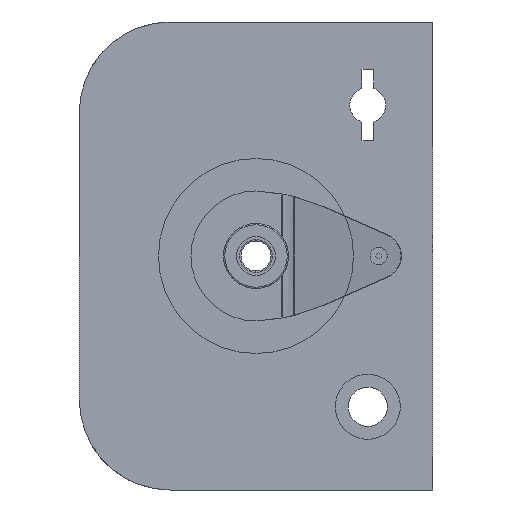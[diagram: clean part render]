
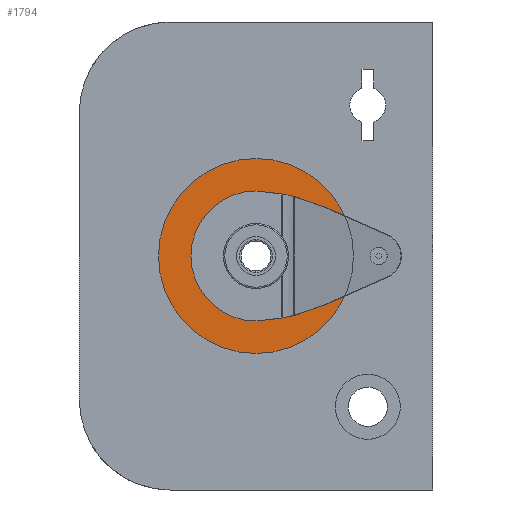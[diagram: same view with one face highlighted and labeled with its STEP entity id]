
A CAD part, left-side view. The second image highlights one B-rep face of the part: STEP entity #1794.
In plain terms, the highlighted planar face has unit normal (-1, 0, 0).
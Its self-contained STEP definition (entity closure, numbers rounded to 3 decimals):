
#220 = ORIENTED_EDGE ( 'NONE', *, *, #4735, .F. ) ;
#299 = DIRECTION ( 'NONE',  ( 1., 0., 0. ) ) ;
#941 = CARTESIAN_POINT ( 'NONE',  ( -34.24, 13.6, -7.5 ) ) ;
#1166 = CIRCLE ( 'NONE', #7900, 7.5 ) ;
#1714 = DIRECTION ( 'NONE',  ( 0., 0., -1. ) ) ;
#1794 = ADVANCED_FACE ( 'NONE', ( #9371, #3644 ), #4410, .T. ) ;
#1820 = DIRECTION ( 'NONE',  ( 1., 0., 0. ) ) ;
#2088 = VERTEX_POINT ( 'NONE', #941 ) ;
#3003 = CARTESIAN_POINT ( 'NONE',  ( -34.24, 13.6, 0. ) ) ;
#3093 = ORIENTED_EDGE ( 'NONE', *, *, #4252, .T. ) ;
#3190 = VERTEX_POINT ( 'NONE', #3253 ) ;
#3228 = CIRCLE ( 'NONE', #9192, 1.5 ) ;
#3253 = CARTESIAN_POINT ( 'NONE',  ( -34.24, 13.6, 7.5 ) ) ;
#3285 = DIRECTION ( 'NONE',  ( 0., 0., 1. ) ) ;
#3341 = DIRECTION ( 'NONE',  ( 1., 0., 0. ) ) ;
#3451 = CIRCLE ( 'NONE', #6041, 7.5 ) ;
#3644 = FACE_BOUND ( 'NONE', #4302, .T. ) ;
#3962 = CARTESIAN_POINT ( 'NONE',  ( -34.24, 13.6, 0. ) ) ;
#3973 = CARTESIAN_POINT ( 'NONE',  ( -34.24, 13.6, 0. ) ) ;
#3976 = DIRECTION ( 'NONE',  ( 0., 0., -1. ) ) ;
#4252 = EDGE_CURVE ( 'NONE', #8144, #7173, #5176, .T. ) ;
#4302 = EDGE_LOOP ( 'NONE', ( #6724, #3093 ) ) ;
#4410 = PLANE ( 'NONE',  #4591 ) ;
#4539 = EDGE_LOOP ( 'NONE', ( #220, #9166 ) ) ;
#4591 = AXIS2_PLACEMENT_3D ( 'NONE', #3003, #7383, #7320 ) ;
#4735 = EDGE_CURVE ( 'NONE', #3190, #2088, #3451, .T. ) ;
#5176 = CIRCLE ( 'NONE', #5417, 1.5 ) ;
#5339 = EDGE_CURVE ( 'NONE', #7173, #8144, #3228, .T. ) ;
#5378 = CARTESIAN_POINT ( 'NONE',  ( -34.24, 13.6, -1.5 ) ) ;
#5417 = AXIS2_PLACEMENT_3D ( 'NONE', #3973, #7756, #3285 ) ;
#5591 = DIRECTION ( 'NONE',  ( 0., 0., 1. ) ) ;
#6041 = AXIS2_PLACEMENT_3D ( 'NONE', #3962, #299, #1714 ) ;
#6210 = CARTESIAN_POINT ( 'NONE',  ( -34.24, 13.6, 1.5 ) ) ;
#6724 = ORIENTED_EDGE ( 'NONE', *, *, #5339, .T. ) ;
#7173 = VERTEX_POINT ( 'NONE', #5378 ) ;
#7320 = DIRECTION ( 'NONE',  ( 0., 0., -1. ) ) ;
#7383 = DIRECTION ( 'NONE',  ( -1., 0., 0. ) ) ;
#7756 = DIRECTION ( 'NONE',  ( 1., 0., 0. ) ) ;
#7900 = AXIS2_PLACEMENT_3D ( 'NONE', #8507, #1820, #3976 ) ;
#8144 = VERTEX_POINT ( 'NONE', #6210 ) ;
#8507 = CARTESIAN_POINT ( 'NONE',  ( -34.24, 13.6, 0. ) ) ;
#8987 = CARTESIAN_POINT ( 'NONE',  ( -34.24, 13.6, 0. ) ) ;
#9166 = ORIENTED_EDGE ( 'NONE', *, *, #9562, .F. ) ;
#9192 = AXIS2_PLACEMENT_3D ( 'NONE', #8987, #3341, #5591 ) ;
#9371 = FACE_OUTER_BOUND ( 'NONE', #4539, .T. ) ;
#9562 = EDGE_CURVE ( 'NONE', #2088, #3190, #1166, .T. ) ;
